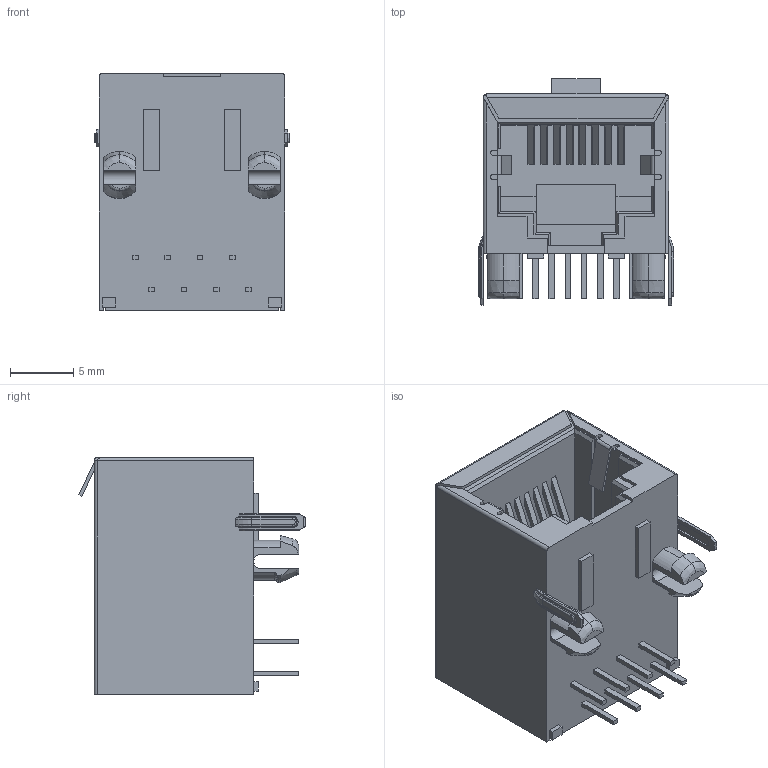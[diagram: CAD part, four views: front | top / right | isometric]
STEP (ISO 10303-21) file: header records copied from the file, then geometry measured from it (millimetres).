
FILE_DESCRIPTION (( 'STEP AP214' ), '1' );
FILE_NAME ('ACC-M-FRJAE-418-REVT1.STEP', '2018-12-29T02:57:34', ( '' ), ( '' ), 'SwSTEP 2.0', 'SolidWorks 2018', '' );
FILE_SCHEMA (( 'AUTOMOTIVE_DESIGN' ));
Length unit declared in the file: inch
Products named in the file (1): ACC-M-FRJAE-418-REVT1
Bounding box: 15.39 x 17.83 x 18.67 mm (x, y, z)
Volume: 2131.9 mm3; surface area: 2641 mm2
Topology: 1 solids, 1 shells, 362 faces, 999 edges, 644 vertices
Faces by surface type: plane 268, cylinder 50, bspline 36, cone 8
Entity records: 16704 total; most frequent: CARTESIAN_POINT 2927, ORIENTED_EDGE 1998, DIRECTION 1712, EDGE_CURVE 999, VECTOR 780, LINE 780, VERTEX_POINT 644, AXIS2_PLACEMENT_3D 466
